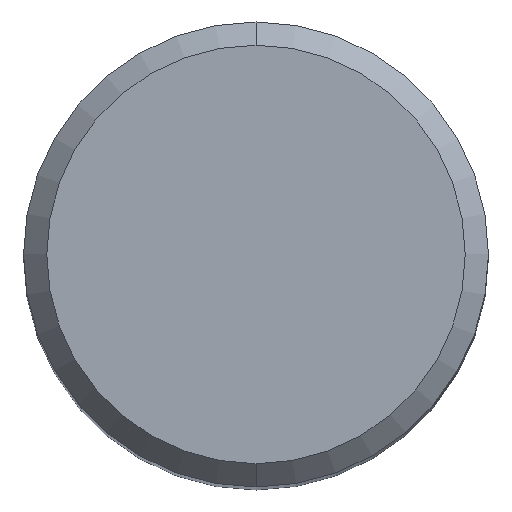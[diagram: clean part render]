
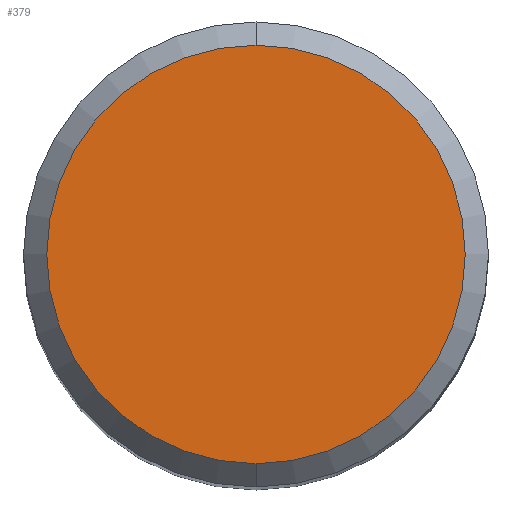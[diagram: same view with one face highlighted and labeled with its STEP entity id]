
A CAD part, top view. The second image highlights one B-rep face of the part: STEP entity #379.
In plain terms, the highlighted planar face has unit normal (0, 0, 1).
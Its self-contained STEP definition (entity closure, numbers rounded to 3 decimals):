
#185=VERTEX_POINT('',#479);
#245=VERTEX_POINT('',#543);
#379=ADVANCED_FACE('',(#692),#693,.T.);
#389=EDGE_CURVE('',#185,#245,#705,.T.);
#413=EDGE_CURVE('',#245,#185,#731,.T.);
#479=CARTESIAN_POINT('',(0.0,4.5,0.0));
#543=CARTESIAN_POINT('',(0.,-4.5,0.0));
#692=FACE_OUTER_BOUND('',#1273,.T.);
#693=PLANE('',#1274);
#705=CIRCLE('',#1297,4.5);
#731=CIRCLE('',#1353,4.5);
#1273=EDGE_LOOP('',(#1670,#1671));
#1274=AXIS2_PLACEMENT_3D('',#1672,#1673,#1674);
#1297=AXIS2_PLACEMENT_3D('',#1697,#1698,#1699);
#1353=AXIS2_PLACEMENT_3D('',#1716,#1717,#1718);
#1670=ORIENTED_EDGE('',*,*,#389,.F.);
#1671=ORIENTED_EDGE('',*,*,#413,.F.);
#1672=CARTESIAN_POINT('',(0.0,2.25,0.0));
#1673=DIRECTION('',(-0.0,0.0,1.0));
#1674=DIRECTION('',(0.0,-1.0,0.0));
#1697=CARTESIAN_POINT('',(0.0,0.0,0.0));
#1698=DIRECTION('',(0.0,0.0,-1.0));
#1699=DIRECTION('',(0.0,1.0,0.0));
#1716=CARTESIAN_POINT('',(0.0,0.0,0.0));
#1717=DIRECTION('',(0.0,0.0,-1.0));
#1718=DIRECTION('',(0.0,1.0,0.0));
